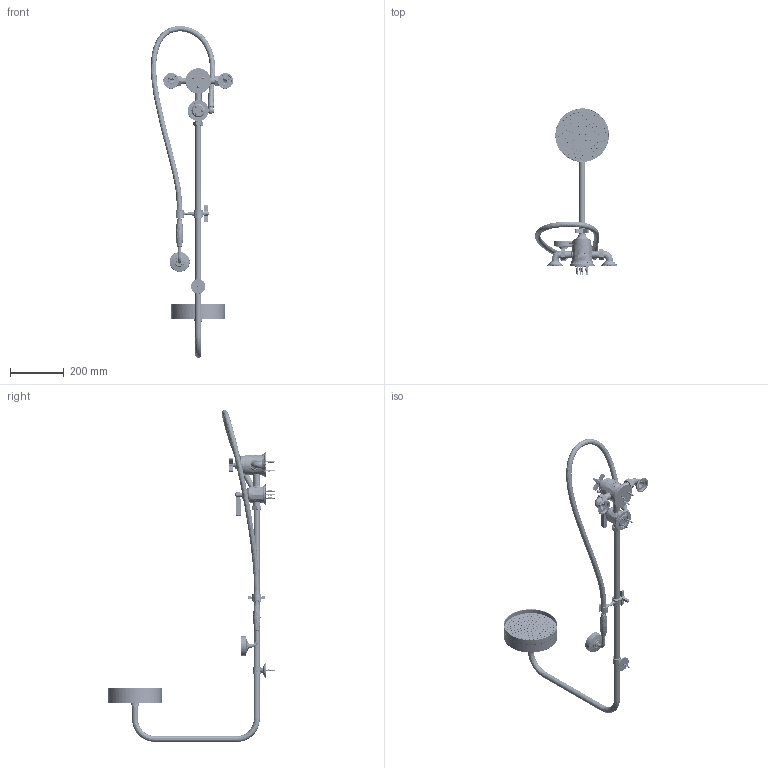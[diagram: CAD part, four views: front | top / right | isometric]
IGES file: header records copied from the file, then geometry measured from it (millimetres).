
Global section: file name: V6KA5MM; native system: Autodesk Inventor 2018; preprocessor: unknown; author: adaniels; date: 20171023.122145; units: millimetre
Bounding box: 306.68 x 625.1 x 1238.02 mm (x, y, z)
Volume: 2477216.7 mm3; surface area: 861540.6 mm2
Topology: 134 solids, 148 shells, 7149 faces, 18699 edges, 12414 vertices
Faces by surface type: bspline 7149
